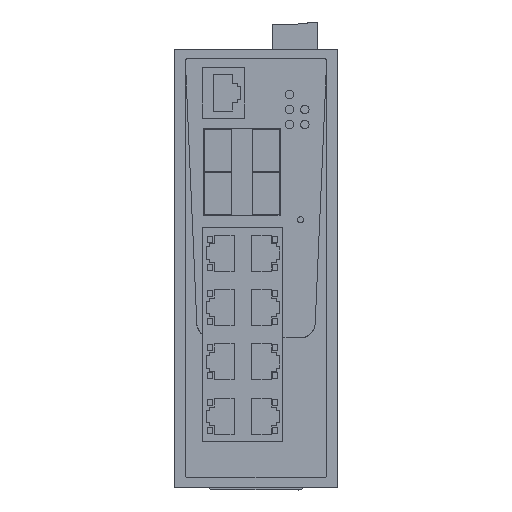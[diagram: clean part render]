
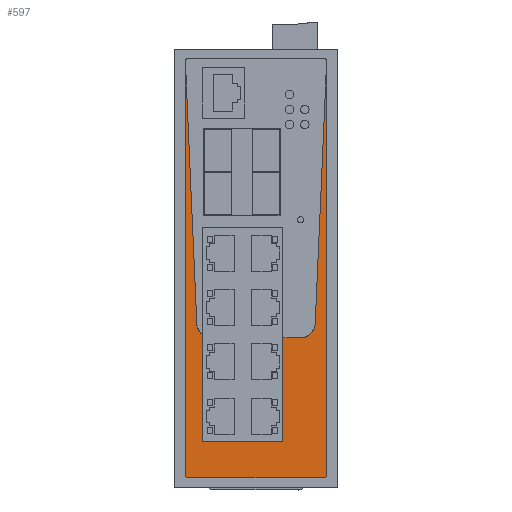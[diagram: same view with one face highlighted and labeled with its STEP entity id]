
A CAD part, top view. The second image highlights one B-rep face of the part: STEP entity #597.
In plain terms, the highlighted planar face has unit normal (0, 0, 1).
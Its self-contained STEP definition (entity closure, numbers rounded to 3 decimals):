
#262=AXIS2_PLACEMENT_3D('Circle Axis2P3D',#260,#261,$) ;
#435=AXIS2_PLACEMENT_3D('Circle Axis2P3D',#433,#434,$) ;
#529=AXIS2_PLACEMENT_3D('Plane Axis2P3D',#526,#527,#528) ;
#540=AXIS2_PLACEMENT_3D('Circle Axis2P3D',#538,#539,$) ;
#554=AXIS2_PLACEMENT_3D('Circle Axis2P3D',#552,#553,$) ;
#257=CARTESIAN_POINT('Vertex',(41.758,50.167,119.3)) ;
#260=CARTESIAN_POINT('Axis2P3D Location',(41.758,55.167,119.3)) ;
#264=CARTESIAN_POINT('Vertex',(46.754,54.949,119.3)) ;
#285=CARTESIAN_POINT('Line Origine',(48.652,98.424,119.3)) ;
#289=CARTESIAN_POINT('Vertex',(50.55,141.9,119.3)) ;
#379=CARTESIAN_POINT('Vertex',(3.75,141.9,119.3)) ;
#401=CARTESIAN_POINT('Line Origine',(5.648,98.424,119.3)) ;
#405=CARTESIAN_POINT('Vertex',(7.546,54.949,119.3)) ;
#430=CARTESIAN_POINT('Vertex',(7.65,54.131,119.3)) ;
#433=CARTESIAN_POINT('Axis2P3D Location',(12.542,55.167,119.3)) ;
#457=CARTESIAN_POINT('Control Point',(7.65,54.131,119.3)) ;
#458=CARTESIAN_POINT('Control Point',(7.836,53.253,119.3)) ;
#459=CARTESIAN_POINT('Control Point',(8.232,52.418,119.3)) ;
#460=CARTESIAN_POINT('Control Point',(8.822,51.707,119.3)) ;
#461=CARTESIAN_POINT('Control Point',(9.54,51.168,119.3)) ;
#462=CARTESIAN_POINT('Vertex',(9.54,51.168,119.3)) ;
#483=CARTESIAN_POINT('Line Origine',(36.085,32.941,119.3)) ;
#487=CARTESIAN_POINT('Vertex',(36.085,15.715,119.3)) ;
#489=CARTESIAN_POINT('Vertex',(36.085,50.167,119.3)) ;
#526=CARTESIAN_POINT('Axis2P3D Location',(1.,73.3,119.3)) ;
#531=CARTESIAN_POINT('Line Origine',(3.75,73.3,119.3)) ;
#535=CARTESIAN_POINT('Vertex',(3.75,4.7,119.3)) ;
#538=CARTESIAN_POINT('Axis2P3D Location',(4.55,4.7,119.3)) ;
#542=CARTESIAN_POINT('Vertex',(4.55,3.9,119.3)) ;
#545=CARTESIAN_POINT('Line Origine',(27.15,3.9,119.3)) ;
#549=CARTESIAN_POINT('Vertex',(49.75,3.9,119.3)) ;
#552=CARTESIAN_POINT('Axis2P3D Location',(49.75,4.7,119.3)) ;
#556=CARTESIAN_POINT('Vertex',(50.55,4.7,119.3)) ;
#559=CARTESIAN_POINT('Line Origine',(50.55,73.3,119.3)) ;
#564=CARTESIAN_POINT('Line Origine',(38.922,50.167,119.3)) ;
#569=CARTESIAN_POINT('Line Origine',(22.813,15.715,119.3)) ;
#573=CARTESIAN_POINT('Vertex',(9.54,15.715,119.3)) ;
#576=CARTESIAN_POINT('Line Origine',(9.54,33.441,119.3)) ;
#261=DIRECTION('Axis2P3D Direction',(0.,0.,1.)) ;
#286=DIRECTION('Vector Direction',(-0.044,-0.999,0.)) ;
#402=DIRECTION('Vector Direction',(0.044,-0.999,0.)) ;
#434=DIRECTION('Axis2P3D Direction',(0.,0.,1.)) ;
#484=DIRECTION('Vector Direction',(0.,1.,0.)) ;
#527=DIRECTION('Axis2P3D Direction',(0.,0.,1.)) ;
#528=DIRECTION('Axis2P3D XDirection',(0.,-1.,0.)) ;
#532=DIRECTION('Vector Direction',(0.,1.,0.)) ;
#539=DIRECTION('Axis2P3D Direction',(0.,0.,1.)) ;
#546=DIRECTION('Vector Direction',(-1.,0.,0.)) ;
#553=DIRECTION('Axis2P3D Direction',(0.,0.,1.)) ;
#560=DIRECTION('Vector Direction',(0.,-1.,0.)) ;
#565=DIRECTION('Vector Direction',(-1.,0.,0.)) ;
#570=DIRECTION('Vector Direction',(1.,0.,0.)) ;
#577=DIRECTION('Vector Direction',(0.,-1.,0.)) ;
#287=VECTOR('Line Direction',#286,1.) ;
#403=VECTOR('Line Direction',#402,1.) ;
#485=VECTOR('Line Direction',#484,1.) ;
#533=VECTOR('Line Direction',#532,1.) ;
#547=VECTOR('Line Direction',#546,1.) ;
#561=VECTOR('Line Direction',#560,1.) ;
#566=VECTOR('Line Direction',#565,1.) ;
#571=VECTOR('Line Direction',#570,1.) ;
#578=VECTOR('Line Direction',#577,1.) ;
#582=ORIENTED_EDGE('',*,*,#464,.F.) ;
#583=ORIENTED_EDGE('',*,*,#437,.F.) ;
#584=ORIENTED_EDGE('',*,*,#407,.F.) ;
#585=ORIENTED_EDGE('',*,*,#537,.T.) ;
#586=ORIENTED_EDGE('',*,*,#544,.T.) ;
#587=ORIENTED_EDGE('',*,*,#551,.T.) ;
#588=ORIENTED_EDGE('',*,*,#558,.T.) ;
#589=ORIENTED_EDGE('',*,*,#563,.T.) ;
#590=ORIENTED_EDGE('',*,*,#291,.F.) ;
#591=ORIENTED_EDGE('',*,*,#266,.F.) ;
#592=ORIENTED_EDGE('',*,*,#568,.T.) ;
#593=ORIENTED_EDGE('',*,*,#491,.F.) ;
#594=ORIENTED_EDGE('',*,*,#575,.F.) ;
#595=ORIENTED_EDGE('',*,*,#580,.F.) ;
#597=ADVANCED_FACE('SWITCH',(#596),#530,.T.) ;
#456=B_SPLINE_CURVE_WITH_KNOTS('',4,(#457,#458,#459,#460,#461),.UNSPECIFIED.,.F.,.U.,(5,5),(0.,5.079),.UNSPECIFIED.) ;
#263=CIRCLE('generated circle',#262,5.) ;
#436=CIRCLE('generated circle',#435,5.) ;
#541=CIRCLE('generated circle',#540,0.8) ;
#555=CIRCLE('generated circle',#554,0.8) ;
#266=EDGE_CURVE('',#258,#265,#263,.T.) ;
#291=EDGE_CURVE('',#265,#290,#288,.F.) ;
#407=EDGE_CURVE('',#380,#406,#404,.T.) ;
#437=EDGE_CURVE('',#406,#431,#436,.T.) ;
#464=EDGE_CURVE('',#431,#463,#456,.T.) ;
#491=EDGE_CURVE('',#488,#490,#486,.T.) ;
#537=EDGE_CURVE('',#380,#536,#534,.F.) ;
#544=EDGE_CURVE('',#536,#543,#541,.T.) ;
#551=EDGE_CURVE('',#543,#550,#548,.F.) ;
#558=EDGE_CURVE('',#550,#557,#555,.T.) ;
#563=EDGE_CURVE('',#557,#290,#562,.F.) ;
#568=EDGE_CURVE('',#258,#490,#567,.T.) ;
#575=EDGE_CURVE('',#574,#488,#572,.T.) ;
#580=EDGE_CURVE('',#463,#574,#579,.T.) ;
#581=EDGE_LOOP('',(#582,#583,#584,#585,#586,#587,#588,#589,#590,#591,#592,#593,#594,#595)) ;
#596=FACE_OUTER_BOUND('',#581,.T.) ;
#288=LINE('Line',#285,#287) ;
#404=LINE('Line',#401,#403) ;
#486=LINE('Line',#483,#485) ;
#534=LINE('Line',#531,#533) ;
#548=LINE('Line',#545,#547) ;
#562=LINE('Line',#559,#561) ;
#567=LINE('Line',#564,#566) ;
#572=LINE('Line',#569,#571) ;
#579=LINE('Line',#576,#578) ;
#530=PLANE('',#529) ;
#258=VERTEX_POINT('',#257) ;
#265=VERTEX_POINT('',#264) ;
#290=VERTEX_POINT('',#289) ;
#380=VERTEX_POINT('',#379) ;
#406=VERTEX_POINT('',#405) ;
#431=VERTEX_POINT('',#430) ;
#463=VERTEX_POINT('',#462) ;
#488=VERTEX_POINT('',#487) ;
#490=VERTEX_POINT('',#489) ;
#536=VERTEX_POINT('',#535) ;
#543=VERTEX_POINT('',#542) ;
#550=VERTEX_POINT('',#549) ;
#557=VERTEX_POINT('',#556) ;
#574=VERTEX_POINT('',#573) ;
